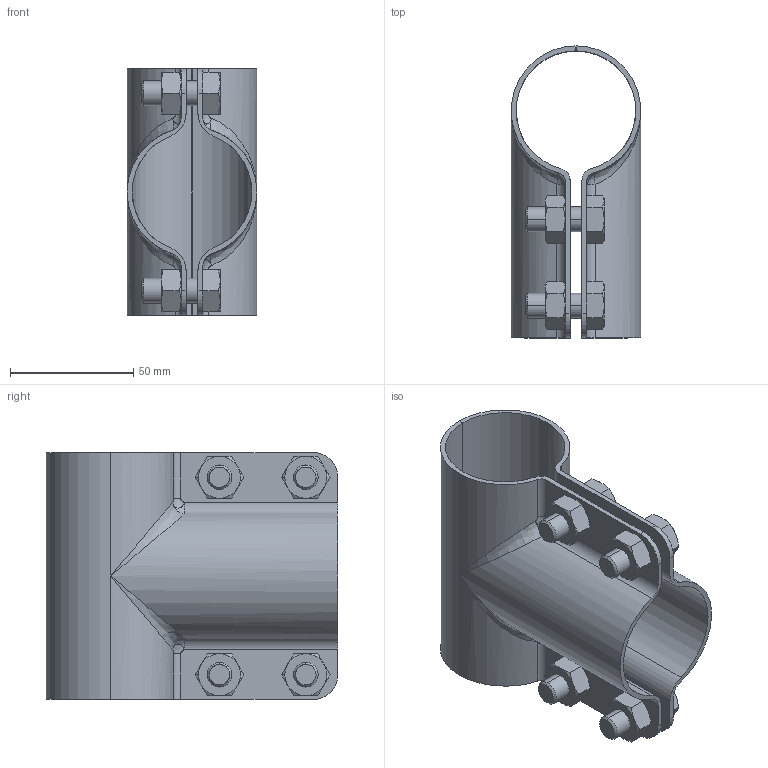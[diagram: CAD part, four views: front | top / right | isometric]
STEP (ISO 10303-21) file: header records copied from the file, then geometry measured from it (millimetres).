
FILE_DESCRIPTION (( 'STEP AP214' ), '1' );
FILE_NAME ('Rexnord-S0686-S0686 -684512.STEP', '2019-03-27T09:47:38', ( '' ), ( '' ), 'SwSTEP 2.0', 'SolidWorks 2019', '' );
FILE_SCHEMA (( 'AUTOMOTIVE_DESIGN' ));
Length unit declared in the file: millimetre
Products named in the file (2): Rexnord-S0686-S0686 -684512; 684512
Assembly tree (1 placements, depth 2):
  Rexnord-S0686-S0686 -684512
    684512
Bounding box: 52.5 x 118.25 x 100 mm (x, y, z)
Surface area: 68571.1 mm2 (no closed solid volume)
Topology: 0 solids, 18 shells, 202 faces, 520 edges, 332 vertices
Faces by surface type: plane 74, cone 60, cylinder 44, bspline 24
Entity records: 10864 total; most frequent: CARTESIAN_POINT 4078, ORIENTED_EDGE 920, DIRECTION 864, EDGE_CURVE 520, AXIS2_PLACEMENT_3D 350, VERTEX_POINT 332, EDGE_LOOP 222, UNCERTAINTY_MEASURE_WITH_UNIT 205
